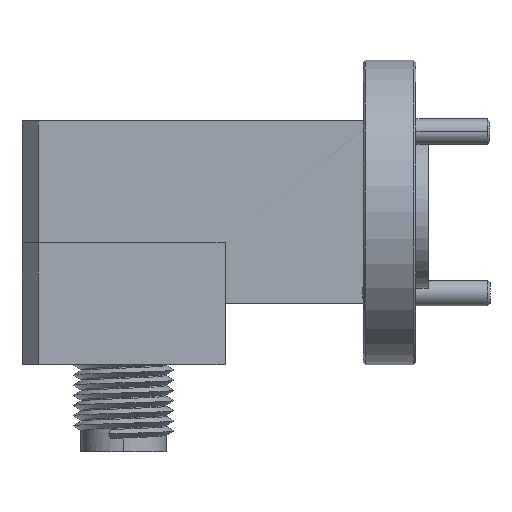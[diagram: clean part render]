
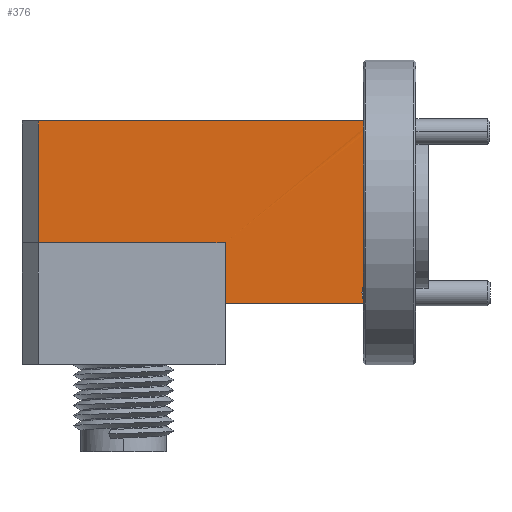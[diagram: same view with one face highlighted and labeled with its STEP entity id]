
A CAD part, front view. The second image highlights one B-rep face of the part: STEP entity #376.
In plain terms, the highlighted planar face has unit normal (0, 1, 0).
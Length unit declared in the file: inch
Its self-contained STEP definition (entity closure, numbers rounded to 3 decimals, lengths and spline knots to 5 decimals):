
#57 = CARTESIAN_POINT ( 'NONE',  ( 0.64704, 1.10143, 2.06274 ) ) ;
#59 = CARTESIAN_POINT ( 'NONE',  ( 0.98704, 1.10143, 1.87945 ) ) ;
#152 = VECTOR ( 'NONE', #4661, 39.37008 ) ;
#158 = EDGE_CURVE ( 'NONE', #1903, #266, #3189, .T. ) ;
#191 = EDGE_CURVE ( 'NONE', #2649, #797, #1837, .T. ) ;
#198 = VECTOR ( 'NONE', #3720, 39.37008 ) ;
#208 = ORIENTED_EDGE ( 'NONE', *, *, #158, .T. ) ;
#213 = CARTESIAN_POINT ( 'NONE',  ( 0.98704, 1.10143, 1.89378 ) ) ;
#266 = VERTEX_POINT ( 'NONE', #3673 ) ;
#297 = EDGE_CURVE ( 'NONE', #2044, #2649, #4238, .T. ) ;
#376 = ADVANCED_FACE ( 'NONE', ( #4462 ), #1083, .T. ) ;
#386 = CARTESIAN_POINT ( 'NONE',  ( 0.98427, 1.10143, 1.49402 ) ) ;
#634 = DIRECTION ( 'NONE',  ( -1., 0., 0. ) ) ;
#666 = VERTEX_POINT ( 'NONE', #213 ) ;
#715 = DIRECTION ( 'NONE',  ( 0., 1., 0. ) ) ;
#797 = VERTEX_POINT ( 'NONE', #1118 ) ;
#887 = B_SPLINE_CURVE_WITH_KNOTS ( 'NONE', 3,
 ( #3004, #4971, #386, #1515, #3427, #3850 ),
 .UNSPECIFIED., .F., .F.,
 ( 4, 2, 4 ),
 ( 0., 0.5, 1. ),
 .UNSPECIFIED. ) ;
#953 = CARTESIAN_POINT ( 'NONE',  ( 0.98704, 1.10143, 1.47188 ) ) ;
#957 = VECTOR ( 'NONE', #634, 39.37008 ) ;
#958 = ORIENTED_EDGE ( 'NONE', *, *, #1169, .T. ) ;
#985 = VERTEX_POINT ( 'NONE', #3074 ) ;
#1079 = CARTESIAN_POINT ( 'NONE',  ( 0.98704, 1.10143, 1.87945 ) ) ;
#1083 = PLANE ( 'NONE',  #1541 ) ;
#1118 = CARTESIAN_POINT ( 'NONE',  ( 0.98704, 1.10143, 1.91274 ) ) ;
#1169 = EDGE_CURVE ( 'NONE', #4802, #2044, #2728, .T. ) ;
#1245 = CARTESIAN_POINT ( 'NONE',  ( 0.98704, 1.10143, 2.06274 ) ) ;
#1292 = VECTOR ( 'NONE', #4073, 39.37008 ) ;
#1365 = DIRECTION ( 'NONE',  ( 0., 0., 1. ) ) ;
#1370 = EDGE_CURVE ( 'NONE', #4377, #666, #3739, .T. ) ;
#1412 = LINE ( 'NONE', #1245, #1784 ) ;
#1420 = DIRECTION ( 'NONE',  ( 1., 0., 0. ) ) ;
#1515 = CARTESIAN_POINT ( 'NONE',  ( 0.98425, 1.10143, 1.48371 ) ) ;
#1541 = AXIS2_PLACEMENT_3D ( 'NONE', #2596, #715, #4933 ) ;
#1704 = DIRECTION ( 'NONE',  ( -1., 0., 0. ) ) ;
#1708 = VECTOR ( 'NONE', #1365, 39.37008 ) ;
#1771 = VECTOR ( 'NONE', #1420, 39.37008 ) ;
#1784 = VECTOR ( 'NONE', #3151, 39.37008 ) ;
#1797 = CARTESIAN_POINT ( 'NONE',  ( 0.64704, 1.10143, 1.61274 ) ) ;
#1808 = EDGE_LOOP ( 'NONE', ( #4056, #2991, #2960, #4691, #2617, #2429, #4413, #208, #3887, #958 ) ) ;
#1837 = LINE ( 'NONE', #2182, #1771 ) ;
#1881 = CARTESIAN_POINT ( 'NONE',  ( 0.98704, 1.10259, 1.8891 ) ) ;
#1903 = VERTEX_POINT ( 'NONE', #3833 ) ;
#2044 = VERTEX_POINT ( 'NONE', #3451 ) ;
#2182 = CARTESIAN_POINT ( 'NONE',  ( 0.98704, 1.10143, 1.91274 ) ) ;
#2385 = VERTEX_POINT ( 'NONE', #953 ) ;
#2429 = ORIENTED_EDGE ( 'NONE', *, *, #3742, .T. ) ;
#2500 = EDGE_CURVE ( 'NONE', #797, #666, #3330, .T. ) ;
#2528 = CARTESIAN_POINT ( 'NONE',  ( 0.98704, 1.10143, 2.06274 ) ) ;
#2596 = CARTESIAN_POINT ( 'NONE',  ( 0.98704, 1.10143, 2.06274 ) ) ;
#2617 = ORIENTED_EDGE ( 'NONE', *, *, #2670, .T. ) ;
#2649 = VERTEX_POINT ( 'NONE', #3180 ) ;
#2670 = EDGE_CURVE ( 'NONE', #4377, #985, #1412, .T. ) ;
#2728 = LINE ( 'NONE', #3544, #4966 ) ;
#2947 = CARTESIAN_POINT ( 'NONE',  ( 0.18704, 1.10143, 2.06274 ) ) ;
#2960 = ORIENTED_EDGE ( 'NONE', *, *, #2500, .T. ) ;
#2991 = ORIENTED_EDGE ( 'NONE', *, *, #191, .T. ) ;
#3004 = CARTESIAN_POINT ( 'NONE',  ( 0.98704, 1.10143, 1.50586 ) ) ;
#3074 = CARTESIAN_POINT ( 'NONE',  ( 0.98704, 1.10143, 1.50586 ) ) ;
#3151 = DIRECTION ( 'NONE',  ( 0., 0., -1. ) ) ;
#3180 = CARTESIAN_POINT ( 'NONE',  ( 0.18704, 1.10143, 1.91274 ) ) ;
#3189 = LINE ( 'NONE', #4093, #957 ) ;
#3224 = LINE ( 'NONE', #57, #152 ) ;
#3330 = LINE ( 'NONE', #2528, #1292 ) ;
#3427 = CARTESIAN_POINT ( 'NONE',  ( 0.98518, 1.10143, 1.47805 ) ) ;
#3451 = CARTESIAN_POINT ( 'NONE',  ( 0.18704, 1.10143, 1.61274 ) ) ;
#3544 = CARTESIAN_POINT ( 'NONE',  ( 0.98704, 1.10143, 1.61274 ) ) ;
#3673 = CARTESIAN_POINT ( 'NONE',  ( 0.64704, 1.10143, 1.46274 ) ) ;
#3720 = DIRECTION ( 'NONE',  ( 0., 0., 1. ) ) ;
#3729 = CARTESIAN_POINT ( 'NONE',  ( 0.98704, 1.10259, 1.88413 ) ) ;
#3739 = B_SPLINE_CURVE_WITH_KNOTS ( 'NONE', 3,
 ( #1079, #3729, #1881, #3790 ),
 .UNSPECIFIED., .F., .F.,
 ( 4, 4 ),
 ( 0., 1. ),
 .UNSPECIFIED. ) ;
#3742 = EDGE_CURVE ( 'NONE', #985, #2385, #887, .T. ) ;
#3759 = CARTESIAN_POINT ( 'NONE',  ( 0.98704, 1.10143, 1.68774 ) ) ;
#3790 = CARTESIAN_POINT ( 'NONE',  ( 0.98704, 1.10143, 1.89378 ) ) ;
#3833 = CARTESIAN_POINT ( 'NONE',  ( 0.98704, 1.10143, 1.46274 ) ) ;
#3847 = EDGE_CURVE ( 'NONE', #266, #4802, #3224, .T. ) ;
#3850 = CARTESIAN_POINT ( 'NONE',  ( 0.98704, 1.10143, 1.47188 ) ) ;
#3887 = ORIENTED_EDGE ( 'NONE', *, *, #3847, .T. ) ;
#4056 = ORIENTED_EDGE ( 'NONE', *, *, #297, .T. ) ;
#4073 = DIRECTION ( 'NONE',  ( 0., 0., -1. ) ) ;
#4093 = CARTESIAN_POINT ( 'NONE',  ( 0.98704, 1.10143, 1.46274 ) ) ;
#4238 = LINE ( 'NONE', #2947, #1708 ) ;
#4377 = VERTEX_POINT ( 'NONE', #59 ) ;
#4413 = ORIENTED_EDGE ( 'NONE', *, *, #4735, .F. ) ;
#4462 = FACE_OUTER_BOUND ( 'NONE', #1808, .T. ) ;
#4661 = DIRECTION ( 'NONE',  ( 0., 0., 1. ) ) ;
#4691 = ORIENTED_EDGE ( 'NONE', *, *, #1370, .F. ) ;
#4735 = EDGE_CURVE ( 'NONE', #1903, #2385, #4817, .T. ) ;
#4802 = VERTEX_POINT ( 'NONE', #1797 ) ;
#4817 = LINE ( 'NONE', #3759, #198 ) ;
#4933 = DIRECTION ( 'NONE',  ( 0., 0., 1. ) ) ;
#4966 = VECTOR ( 'NONE', #1704, 39.37008 ) ;
#4971 = CARTESIAN_POINT ( 'NONE',  ( 0.9852, 1.10143, 1.49976 ) ) ;
